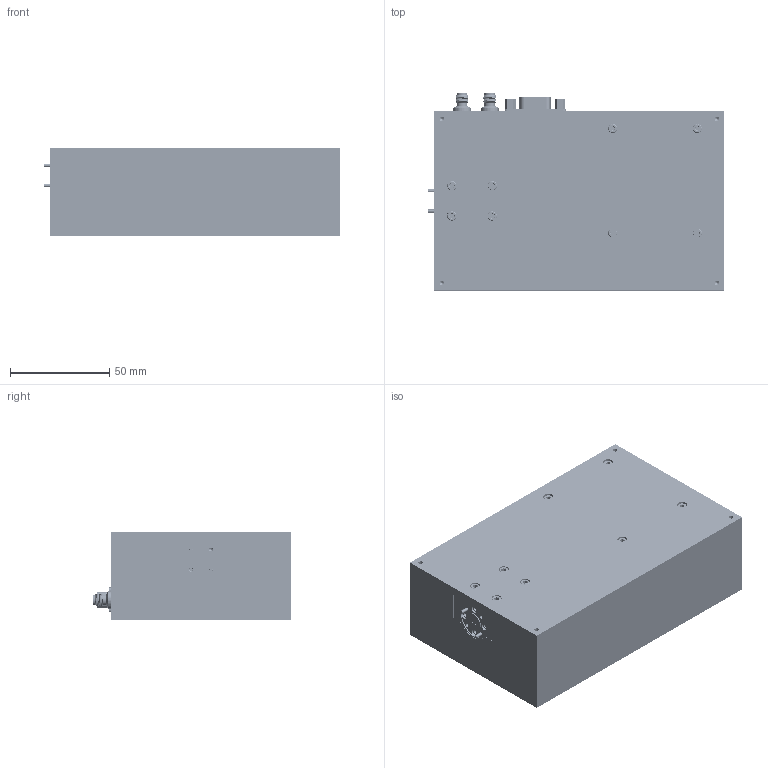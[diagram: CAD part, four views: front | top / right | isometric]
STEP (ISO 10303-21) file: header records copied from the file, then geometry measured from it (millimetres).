
FILE_DESCRIPTION (( 'STEP AP203' ), '1' );
FILE_NAME ('DMOP-15-101-A1.STEP', '2025-05-20T19:32:23', ( '' ), ( '' ), 'SwSTEP 2.0', 'SolidWorks 2021', '' );
FILE_SCHEMA (( 'CONFIG_CONTROL_DESIGN' ));
Products named in the file (1): DMOP-15-101-A1
Bounding box: 149.42 x 99.24 x 44.48 mm (x, y, z)
Volume: 601667.3 mm3; surface area: 95349.3 mm2
Topology: 57 solids, 57 shells, 3423 faces, 8969 edges, 5752 vertices
Faces by surface type: cylinder 1386, plane 1063, cone 501, bspline 473
Entity records: 179399 total; most frequent: CARTESIAN_POINT 104436, ORIENTED_EDGE 17774, DIRECTION 12861, EDGE_CURVE 8887, VERTEX_POINT 5752, AXIS2_PLACEMENT_3D 4487, LINE 3887, VECTOR 3887
